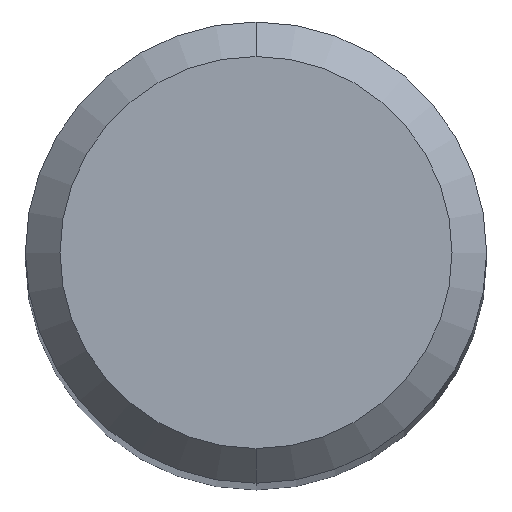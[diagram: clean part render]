
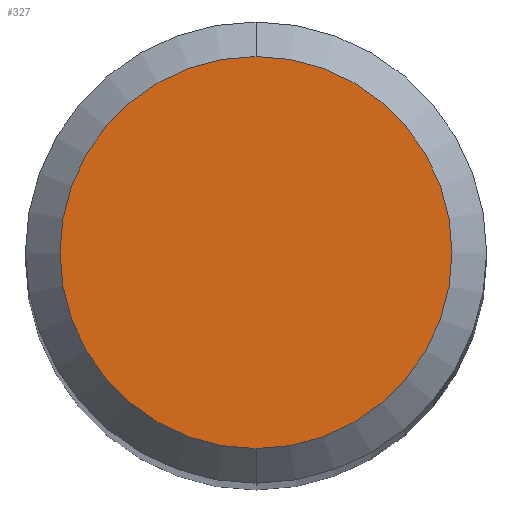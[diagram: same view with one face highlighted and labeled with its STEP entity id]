
A CAD part, top view. The second image highlights one B-rep face of the part: STEP entity #327.
In plain terms, the highlighted planar face has unit normal (0, 0, 1).
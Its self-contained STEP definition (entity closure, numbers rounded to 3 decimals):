
#327=ADVANCED_FACE('',(#664),#665,.T.);
#343=EDGE_CURVE('',#365,#389,#683,.T.);
#365=VERTEX_POINT('',#706);
#389=VERTEX_POINT('',#731);
#429=EDGE_CURVE('',#389,#365,#773,.T.);
#664=FACE_OUTER_BOUND('',#1159,.T.);
#665=PLANE('',#1160);
#683=CIRCLE('',#1209,1.7);
#706=CARTESIAN_POINT('',(0.,-1.7,0.0));
#731=CARTESIAN_POINT('',(0.0,1.7,0.0));
#773=CIRCLE('',#1378,1.7);
#1159=EDGE_LOOP('',(#1697,#1698));
#1160=AXIS2_PLACEMENT_3D('',#1699,#1700,#1701);
#1209=AXIS2_PLACEMENT_3D('',#1726,#1727,#1728);
#1378=AXIS2_PLACEMENT_3D('',#1793,#1794,#1795);
#1697=ORIENTED_EDGE('',*,*,#429,.F.);
#1698=ORIENTED_EDGE('',*,*,#343,.F.);
#1699=CARTESIAN_POINT('',(0.0,0.85,0.0));
#1700=DIRECTION('',(-0.0,0.0,1.0));
#1701=DIRECTION('',(0.0,-1.0,0.0));
#1726=CARTESIAN_POINT('',(0.0,0.0,0.0));
#1727=DIRECTION('',(0.0,0.0,-1.0));
#1728=DIRECTION('',(0.0,1.0,0.0));
#1793=CARTESIAN_POINT('',(0.0,0.0,0.0));
#1794=DIRECTION('',(0.0,0.0,-1.0));
#1795=DIRECTION('',(0.0,1.0,0.0));
